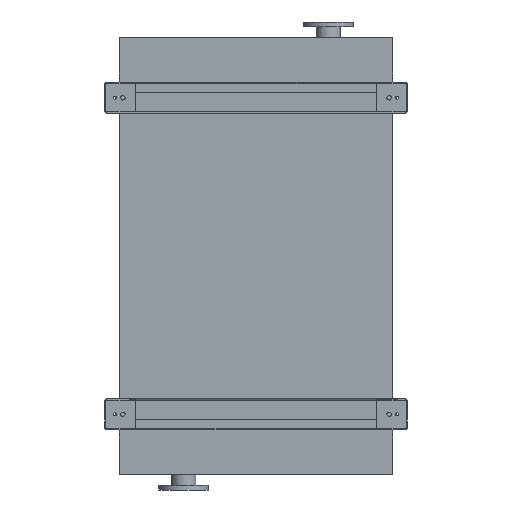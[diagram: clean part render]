
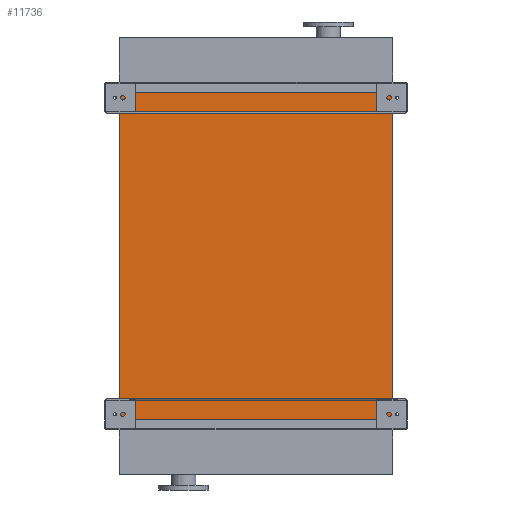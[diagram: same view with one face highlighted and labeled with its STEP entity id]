
A CAD part, front view. The second image highlights one B-rep face of the part: STEP entity #11736.
In plain terms, the highlighted planar face has unit normal (0, -1, 0).
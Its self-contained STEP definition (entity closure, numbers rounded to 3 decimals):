
#1184 = CARTESIAN_POINT ( 'NONE',  ( -605., 0., -1450. ) ) ;
#1309 = CARTESIAN_POINT ( 'NONE',  ( 605., 0., -1450. ) ) ;
#1478 = CARTESIAN_POINT ( 'NONE',  ( -605., 0., -1450. ) ) ;
#2222 = VECTOR ( 'NONE', #17192, 1000. ) ;
#2713 = ORIENTED_EDGE ( 'NONE', *, *, #9470, .T. ) ;
#2759 = VERTEX_POINT ( 'NONE', #1184 ) ;
#3651 = CARTESIAN_POINT ( 'NONE',  ( -605., 0., 0. ) ) ;
#3878 = CARTESIAN_POINT ( 'NONE',  ( -605., 0., -1450. ) ) ;
#4386 = DIRECTION ( 'NONE',  ( 0., -1., 0. ) ) ;
#5665 = FACE_OUTER_BOUND ( 'NONE', #6625, .T. ) ;
#6002 = EDGE_CURVE ( 'NONE', #2759, #14901, #7590, .T. ) ;
#6364 = LINE ( 'NONE', #1309, #2222 ) ;
#6365 = VERTEX_POINT ( 'NONE', #16459 ) ;
#6625 = EDGE_LOOP ( 'NONE', ( #20440, #21011, #2713, #12178 ) ) ;
#7361 = AXIS2_PLACEMENT_3D ( 'NONE', #11495, #4386, #16762 ) ;
#7590 = LINE ( 'NONE', #1478, #11783 ) ;
#8019 = VECTOR ( 'NONE', #12740, 1000. ) ;
#9239 = EDGE_CURVE ( 'NONE', #6365, #13618, #6364, .T. ) ;
#9392 = EDGE_CURVE ( 'NONE', #14901, #13618, #20192, .T. ) ;
#9470 = EDGE_CURVE ( 'NONE', #2759, #6365, #21590, .T. ) ;
#10847 = DIRECTION ( 'NONE',  ( 1., 0., 0. ) ) ;
#11495 = CARTESIAN_POINT ( 'NONE',  ( -605., 0., -1450. ) ) ;
#11736 = ADVANCED_FACE ( 'NONE', ( #5665 ), #14994, .T. ) ;
#11783 = VECTOR ( 'NONE', #22690, 1000. ) ;
#12178 = ORIENTED_EDGE ( 'NONE', *, *, #9239, .T. ) ;
#12740 = DIRECTION ( 'NONE',  ( 1., 0., 0. ) ) ;
#12864 = CARTESIAN_POINT ( 'NONE',  ( -605., 0., 0. ) ) ;
#13618 = VERTEX_POINT ( 'NONE', #16117 ) ;
#14901 = VERTEX_POINT ( 'NONE', #12864 ) ;
#14908 = VECTOR ( 'NONE', #10847, 1000. ) ;
#14994 = PLANE ( 'NONE',  #7361 ) ;
#16117 = CARTESIAN_POINT ( 'NONE',  ( 605., 0., 0. ) ) ;
#16459 = CARTESIAN_POINT ( 'NONE',  ( 605., 0., -1450. ) ) ;
#16762 = DIRECTION ( 'NONE',  ( 0., 0., -1. ) ) ;
#17192 = DIRECTION ( 'NONE',  ( 0., 0., 1. ) ) ;
#20192 = LINE ( 'NONE', #3651, #14908 ) ;
#20440 = ORIENTED_EDGE ( 'NONE', *, *, #9392, .F. ) ;
#21011 = ORIENTED_EDGE ( 'NONE', *, *, #6002, .F. ) ;
#21590 = LINE ( 'NONE', #3878, #8019 ) ;
#22690 = DIRECTION ( 'NONE',  ( 0., 0., 1. ) ) ;
